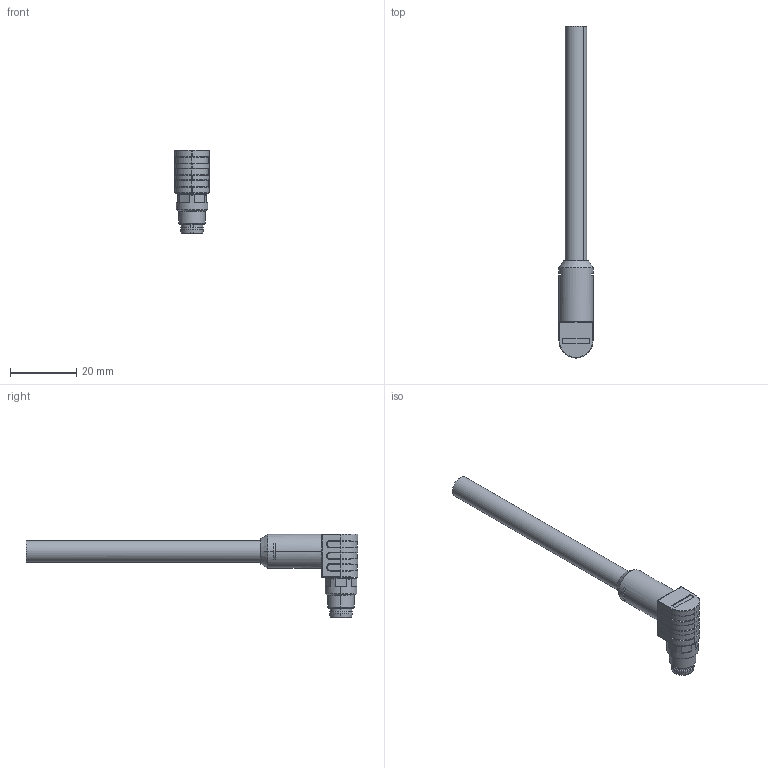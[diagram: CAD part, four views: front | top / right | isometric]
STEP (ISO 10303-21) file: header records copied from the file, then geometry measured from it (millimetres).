
FILE_DESCRIPTION(('CATIA V5 STEP Exchange','CAx-IF Rec.Pracs.--- Model Styling and Organization---1.4--- 2014-01-23'),'2;1');
FILE_NAME ('1207577-2_0', '2023-01-31T07:22:43+00:00', ('none'), ('Weidmueller'), 'CATIA Version 5-6 Release 2016 SP3 HF44', 'CATIA V5 STEP AP214', 'none');
FILE_SCHEMA(('AUTOMOTIVE_DESIGN { 1 0 10303 214 1 1 1 1 }'));
Length unit declared in the file: millimetre
Products named in the file (1): 2717770100
Bounding box: 10.3 x 100.3 x 25.2 mm (x, y, z)
Volume: 5666.7 mm3; surface area: 3938.5 mm2
Topology: 7 solids, 7 shells, 319 faces, 790 edges, 466 vertices
Faces by surface type: cylinder 130, plane 77, torus 64, cone 24, sphere 12, bspline 12
Entity records: 9457 total; most frequent: CARTESIAN_POINT 2408, ORIENTED_EDGE 1528, DIRECTION 1245, EDGE_CURVE 762, AXIS2_PLACEMENT_3D 643, VERTEX_POINT 464, CIRCLE 344, EDGE_LOOP 336
